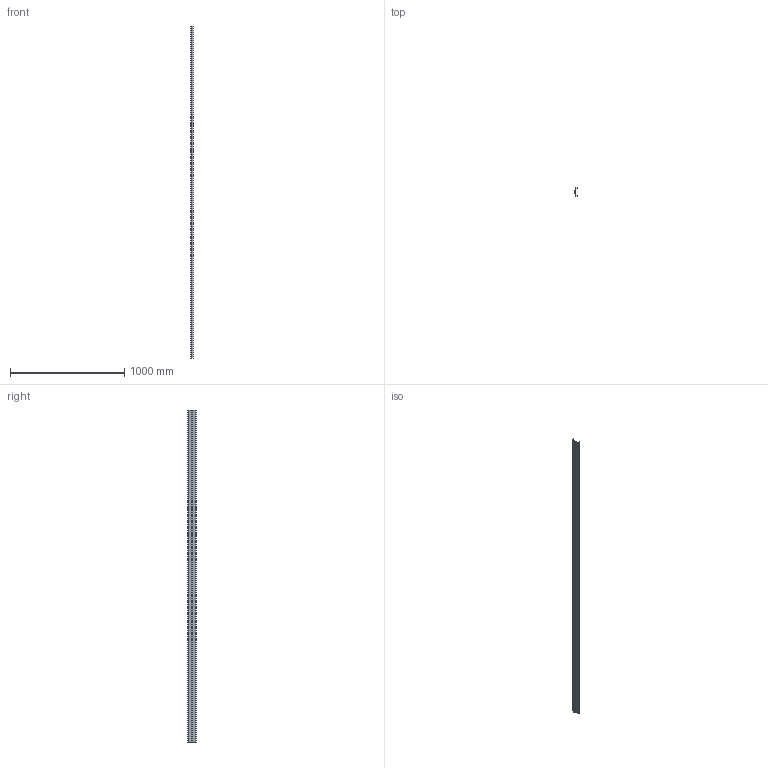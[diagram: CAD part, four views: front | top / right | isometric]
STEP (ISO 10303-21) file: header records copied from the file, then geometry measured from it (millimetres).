
FILE_DESCRIPTION (( 'STEP AP214' ), '1' );
FILE_NAME ('F002287,F002288,F002289,F002290_3D.step', '2022-11-21T18:11:32', ( '' ), ( '' ), 'SwSTEP 2.0', 'SolidWorks 2020', '' );
FILE_SCHEMA (( 'AUTOMOTIVE_DESIGN' ));
Length unit declared in the file: millimetre
Products named in the file (1): F002287,F002288,F002289,F002290_3D
Bounding box: 26 x 73.5 x 2900 mm (x, y, z)
Volume: 454979.4 mm3; surface area: 763743.8 mm2
Topology: 1 solids, 1 shells, 40 faces, 114 edges, 76 vertices
Faces by surface type: plane 28, cylinder 12
Entity records: 1336 total; most frequent: CARTESIAN_POINT 231, ORIENTED_EDGE 228, DIRECTION 220, EDGE_CURVE 114, LINE 90, VECTOR 90, VERTEX_POINT 76, AXIS2_PLACEMENT_3D 65
